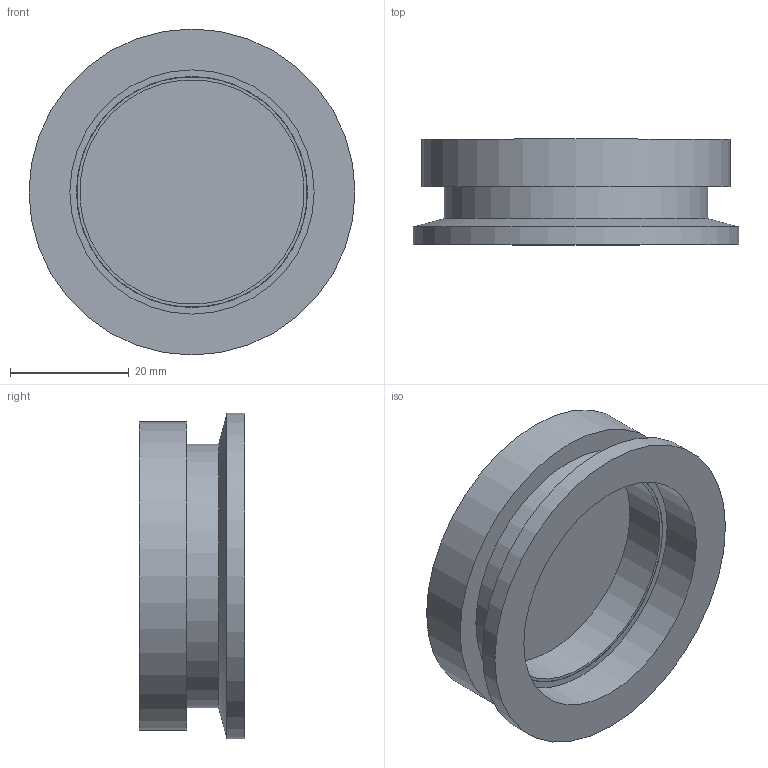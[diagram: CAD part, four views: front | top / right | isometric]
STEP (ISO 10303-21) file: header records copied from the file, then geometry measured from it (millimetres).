
FILE_DESCRIPTION (( 'STEP AP203' ), '1' );
FILE_NAME ('KVPZ40Q.STEP', '2021-12-14T16:18:43', ( '' ), ( '' ), 'SwSTEP 2.0', 'SolidWorks 2021', '' );
FILE_SCHEMA (( 'CONFIG_CONTROL_DESIGN' ));
Length unit declared in the file: millimetre
Products named in the file (5): KVPZ40Q; OP-K-38LA; VPZ38LA-0400; KVPZ40LA-0500; VPZ38LAQ-0200
Assembly tree (4 placements, depth 3):
  KVPZ40Q
    KVPZ40LA-0500
    VPZ38LA-0400
      VPZ38LAQ-0200
      OP-K-38LA
Bounding box: 55 x 17.8 x 55 mm (x, y, z)
Volume: 15518.1 mm3; surface area: 16624.5 mm2
Topology: 3 solids, 3 shells, 30 faces, 47 edges, 29 vertices
Faces by surface type: cylinder 12, plane 12, cone 4, torus 2
Full cylindrical faces by diameter (mm): 37.9 x1, 38.9 x1, 39 x1, 41.2 x1, 44.5 x1, 45.8 x1, 47.7 x1, 48.003 x1, 49.003 x1, 49.8 x1, 52 x1, 55 x1
Entity records: 1129 total; most frequent: DIRECTION 134, CARTESIAN_POINT 96, AXIS2_PLACEMENT_3D 67, ORIENTED_EDGE 58, EDGE_LOOP 58, FACE_OUTER_BOUND 44, PERSON_AND_ORGANIZATION 44, CALENDAR_DATE 33
